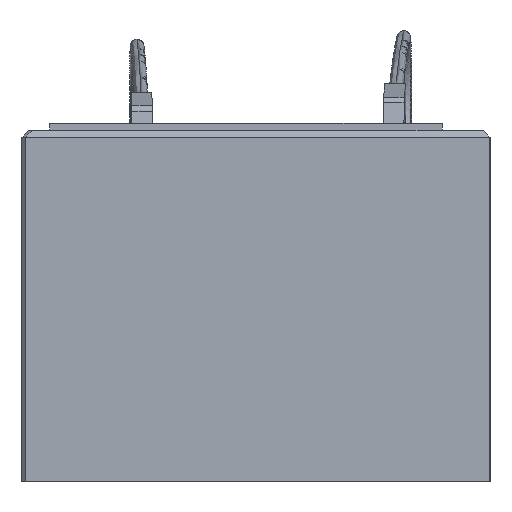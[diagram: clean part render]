
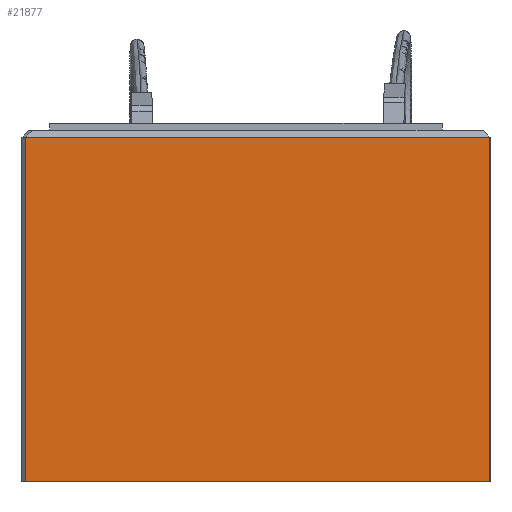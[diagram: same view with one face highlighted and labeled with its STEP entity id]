
A CAD part, left-side view. The second image highlights one B-rep face of the part: STEP entity #21877.
In plain terms, the highlighted free-form (B-spline) face has degree [1, 1] with [2, 2] control points.
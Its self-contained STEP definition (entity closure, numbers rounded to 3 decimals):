
#21853 = EDGE_CURVE('',#21854,#21856,#21858,.T.);
#21854 = VERTEX_POINT('',#21855);
#21855 = CARTESIAN_POINT('',(-2951.326,1657.018,
    303.598));
#21856 = VERTEX_POINT('',#21857);
#21857 = CARTESIAN_POINT('',(-2951.326,1657.018,
    -328.835));
#21858 = B_SPLINE_CURVE_WITH_KNOTS('',1,(#21859,#21860),.UNSPECIFIED.,
  .F.,.F.,(2,2),(10.,510.),.PIECEWISE_BEZIER_KNOTS.);
#21859 = CARTESIAN_POINT('',(-2951.326,1657.018,
    303.598));
#21860 = CARTESIAN_POINT('',(-2951.326,1657.018,
    -328.835));
#21877 = ADVANCED_FACE('',(#21878),#21900,.F.);
#21878 = FACE_BOUND('',#21879,.T.);
#21879 = EDGE_LOOP('',(#21880,#21889,#21894,#21895));
#21880 = ORIENTED_EDGE('',*,*,#21881,.F.);
#21881 = EDGE_CURVE('',#21882,#21884,#21886,.T.);
#21882 = VERTEX_POINT('',#21883);
#21883 = CARTESIAN_POINT('',(-2951.326,803.232,
    303.598));
#21884 = VERTEX_POINT('',#21885);
#21885 = CARTESIAN_POINT('',(-2951.326,803.232,
    -328.835));
#21886 = B_SPLINE_CURVE_WITH_KNOTS('',1,(#21887,#21888),.UNSPECIFIED.,
  .F.,.F.,(2,2),(10.,510.),.PIECEWISE_BEZIER_KNOTS.);
#21887 = CARTESIAN_POINT('',(-2951.326,803.232,
    303.598));
#21888 = CARTESIAN_POINT('',(-2951.326,803.232,
    -328.835));
#21889 = ORIENTED_EDGE('',*,*,#21890,.T.);
#21890 = EDGE_CURVE('',#21882,#21854,#21891,.T.);
#21891 = B_SPLINE_CURVE_WITH_KNOTS('',1,(#21892,#21893),.UNSPECIFIED.,
  .F.,.F.,(2,2),(-675.,0.),.PIECEWISE_BEZIER_KNOTS.);
#21892 = CARTESIAN_POINT('',(-2951.326,803.232,
    303.598));
#21893 = CARTESIAN_POINT('',(-2951.326,1657.018,
    303.598));
#21894 = ORIENTED_EDGE('',*,*,#21853,.T.);
#21895 = ORIENTED_EDGE('',*,*,#21896,.T.);
#21896 = EDGE_CURVE('',#21856,#21884,#21897,.T.);
#21897 = B_SPLINE_CURVE_WITH_KNOTS('',1,(#21898,#21899),.UNSPECIFIED.,
  .F.,.F.,(2,2),(-1338.866,-663.866),
  .PIECEWISE_BEZIER_KNOTS.);
#21898 = CARTESIAN_POINT('',(-2951.326,1657.018,
    -328.835));
#21899 = CARTESIAN_POINT('',(-2951.326,803.232,
    -328.835));
#21900 = B_SPLINE_SURFACE_WITH_KNOTS('',1,1,(
    (#21901,#21902)
    ,(#21903,#21904
    )),.UNSPECIFIED.,.F.,.F.,.F.,(2,2),(2,2),(10.,510.),(663.866
    ,1338.866),.PIECEWISE_BEZIER_KNOTS.);
#21901 = CARTESIAN_POINT('',(-2951.326,803.232,
    303.598));
#21902 = CARTESIAN_POINT('',(-2951.326,1657.018,
    303.598));
#21903 = CARTESIAN_POINT('',(-2951.326,803.232,
    -328.835));
#21904 = CARTESIAN_POINT('',(-2951.326,1657.018,
    -328.835));
